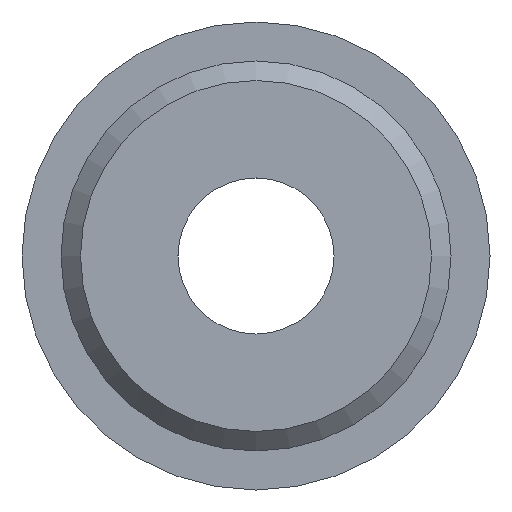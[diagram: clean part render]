
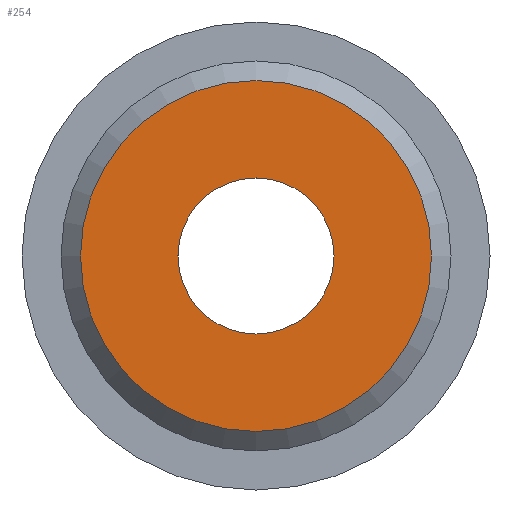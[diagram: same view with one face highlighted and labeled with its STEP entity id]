
A CAD part, left-side view. The second image highlights one B-rep face of the part: STEP entity #254.
In plain terms, the highlighted planar face has unit normal (-1, 0, 0).
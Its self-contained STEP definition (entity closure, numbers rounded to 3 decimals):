
#55=PLANE('',#279);
#63=FACE_BOUND('',#104,.T.);
#81=FACE_OUTER_BOUND('',#103,.T.);
#103=EDGE_LOOP('',(#219));
#104=EDGE_LOOP('',(#220));
#122=CIRCLE('',#276,2.25);
#124=CIRCLE('',#280,1.);
#145=VERTEX_POINT('',#423);
#147=VERTEX_POINT('',#429);
#174=EDGE_CURVE('',#145,#145,#122,.T.);
#176=EDGE_CURVE('',#147,#147,#124,.T.);
#219=ORIENTED_EDGE('',*,*,#174,.F.);
#220=ORIENTED_EDGE('',*,*,#176,.F.);
#254=ADVANCED_FACE('',(#81,#63),#55,.T.);
#276=AXIS2_PLACEMENT_3D('',#424,#331,#332);
#279=AXIS2_PLACEMENT_3D('',#428,#337,#338);
#280=AXIS2_PLACEMENT_3D('',#430,#339,#340);
#331=DIRECTION('center_axis',(1.,0.,0.));
#332=DIRECTION('ref_axis',(0.,1.,0.));
#337=DIRECTION('center_axis',(-1.,0.,0.));
#338=DIRECTION('ref_axis',(0.,0.,1.));
#339=DIRECTION('center_axis',(-1.,0.,0.));
#340=DIRECTION('ref_axis',(0.,-1.,0.));
#423=CARTESIAN_POINT('',(0.,-2.25,0.));
#424=CARTESIAN_POINT('Origin',(0.,0.,0.));
#428=CARTESIAN_POINT('Origin',(0.,-1.75,0.));
#429=CARTESIAN_POINT('',(0.,-1.,0.));
#430=CARTESIAN_POINT('Origin',(0.,0.,0.));
